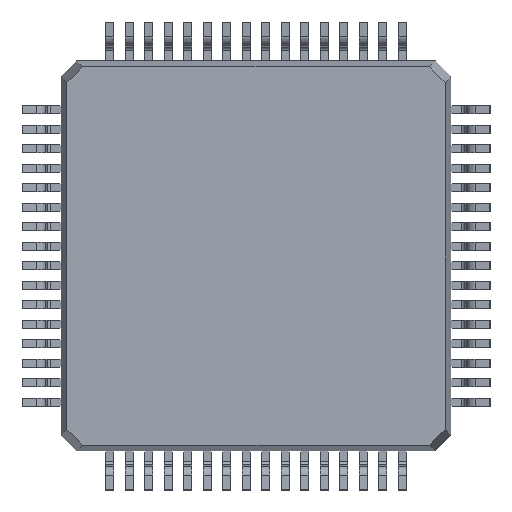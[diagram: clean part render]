
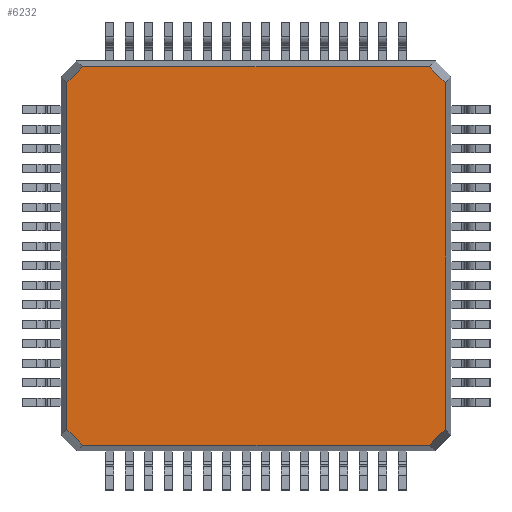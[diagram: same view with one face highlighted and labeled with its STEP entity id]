
A CAD part, front view. The second image highlights one B-rep face of the part: STEP entity #6232.
In plain terms, the highlighted planar face has unit normal (0, -1, 0).
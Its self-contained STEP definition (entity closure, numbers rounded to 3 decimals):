
#395 = CARTESIAN_POINT ( 'NONE',  ( -4.851, 0.15, 5. ) ) ;
#578 = LINE ( 'NONE', #3945, #19751 ) ;
#1322 = LINE ( 'NONE', #21707, #1764 ) ;
#1574 = CARTESIAN_POINT ( 'NONE',  ( 4.442, 0.15, 4.851 ) ) ;
#1577 = LINE ( 'NONE', #395, #11563 ) ;
#1764 = VECTOR ( 'NONE', #15043, 1000. ) ;
#1914 = ORIENTED_EDGE ( 'NONE', *, *, #13013, .T. ) ;
#2089 = VERTEX_POINT ( 'NONE', #21817 ) ;
#2121 = DIRECTION ( 'NONE',  ( -1., 0., 0. ) ) ;
#2908 = EDGE_CURVE ( 'NONE', #6644, #17493, #3811, .T. ) ;
#3811 = LINE ( 'NONE', #26532, #22810 ) ;
#3945 = CARTESIAN_POINT ( 'NONE',  ( 4.646, 0.15, 4.646 ) ) ;
#4393 = VERTEX_POINT ( 'NONE', #11082 ) ;
#5206 = ORIENTED_EDGE ( 'NONE', *, *, #2908, .T. ) ;
#6232 = ADVANCED_FACE ( 'NONE', ( #17597 ), #14355, .T. ) ;
#6644 = VERTEX_POINT ( 'NONE', #1574 ) ;
#7097 = ORIENTED_EDGE ( 'NONE', *, *, #28500, .T. ) ;
#7173 = CARTESIAN_POINT ( 'NONE',  ( -4.442, 0.15, 4.851 ) ) ;
#7334 = LINE ( 'NONE', #19139, #26976 ) ;
#7489 = EDGE_CURVE ( 'NONE', #2089, #6644, #578, .T. ) ;
#8003 = CARTESIAN_POINT ( 'NONE',  ( -4.442, 0.15, -4.851 ) ) ;
#8450 = ORIENTED_EDGE ( 'NONE', *, *, #12769, .T. ) ;
#8975 = EDGE_CURVE ( 'NONE', #4393, #23617, #7334, .T. ) ;
#10019 = EDGE_CURVE ( 'NONE', #16824, #18772, #1577, .T. ) ;
#10237 = DIRECTION ( 'NONE',  ( 0., -1., 0. ) ) ;
#11082 = CARTESIAN_POINT ( 'NONE',  ( 4.442, 0.15, -4.851 ) ) ;
#11489 = LINE ( 'NONE', #21602, #21850 ) ;
#11563 = VECTOR ( 'NONE', #15716, 1000. ) ;
#12366 = LINE ( 'NONE', #17979, #16913 ) ;
#12769 = EDGE_CURVE ( 'NONE', #17493, #16824, #12366, .T. ) ;
#12949 = AXIS2_PLACEMENT_3D ( 'NONE', #27987, #10237, #25961 ) ;
#13013 = EDGE_CURVE ( 'NONE', #23617, #2089, #13451, .T. ) ;
#13451 = LINE ( 'NONE', #25787, #13775 ) ;
#13775 = VECTOR ( 'NONE', #15135, 1000. ) ;
#14355 = PLANE ( 'NONE',  #12949 ) ;
#15043 = DIRECTION ( 'NONE',  ( 1., 0., 0. ) ) ;
#15103 = CARTESIAN_POINT ( 'NONE',  ( 4.851, 0.15, -4.442 ) ) ;
#15135 = DIRECTION ( 'NONE',  ( 0., 0., 1. ) ) ;
#15716 = DIRECTION ( 'NONE',  ( 0., 0., -1. ) ) ;
#16824 = VERTEX_POINT ( 'NONE', #18420 ) ;
#16913 = VECTOR ( 'NONE', #26965, 1000. ) ;
#17484 = ORIENTED_EDGE ( 'NONE', *, *, #23324, .T. ) ;
#17493 = VERTEX_POINT ( 'NONE', #7173 ) ;
#17597 = FACE_OUTER_BOUND ( 'NONE', #27264, .T. ) ;
#17979 = CARTESIAN_POINT ( 'NONE',  ( -4.646, 0.15, 4.646 ) ) ;
#18420 = CARTESIAN_POINT ( 'NONE',  ( -4.851, 0.15, 4.442 ) ) ;
#18772 = VERTEX_POINT ( 'NONE', #24354 ) ;
#19085 = VERTEX_POINT ( 'NONE', #8003 ) ;
#19139 = CARTESIAN_POINT ( 'NONE',  ( 4.646, 0.15, -4.646 ) ) ;
#19751 = VECTOR ( 'NONE', #23249, 1000. ) ;
#19823 = DIRECTION ( 'NONE',  ( 0.707, 0., -0.707 ) ) ;
#20444 = ORIENTED_EDGE ( 'NONE', *, *, #7489, .T. ) ;
#21602 = CARTESIAN_POINT ( 'NONE',  ( -4.646, 0.15, -4.646 ) ) ;
#21707 = CARTESIAN_POINT ( 'NONE',  ( -5., 0.15, -4.851 ) ) ;
#21817 = CARTESIAN_POINT ( 'NONE',  ( 4.851, 0.15, 4.442 ) ) ;
#21850 = VECTOR ( 'NONE', #19823, 1000. ) ;
#22810 = VECTOR ( 'NONE', #2121, 1000. ) ;
#23249 = DIRECTION ( 'NONE',  ( -0.707, 0., 0.707 ) ) ;
#23324 = EDGE_CURVE ( 'NONE', #19085, #4393, #1322, .T. ) ;
#23617 = VERTEX_POINT ( 'NONE', #15103 ) ;
#24354 = CARTESIAN_POINT ( 'NONE',  ( -4.851, 0.15, -4.442 ) ) ;
#25787 = CARTESIAN_POINT ( 'NONE',  ( 4.851, 0.15, -5. ) ) ;
#25961 = DIRECTION ( 'NONE',  ( 0., 0., -1. ) ) ;
#26532 = CARTESIAN_POINT ( 'NONE',  ( 5., 0.15, 4.851 ) ) ;
#26965 = DIRECTION ( 'NONE',  ( -0.707, 0., -0.707 ) ) ;
#26976 = VECTOR ( 'NONE', #27699, 1000. ) ;
#27071 = ORIENTED_EDGE ( 'NONE', *, *, #8975, .T. ) ;
#27093 = ORIENTED_EDGE ( 'NONE', *, *, #10019, .T. ) ;
#27264 = EDGE_LOOP ( 'NONE', ( #5206, #8450, #27093, #7097, #17484, #27071, #1914, #20444 ) ) ;
#27699 = DIRECTION ( 'NONE',  ( 0.707, 0., 0.707 ) ) ;
#27987 = CARTESIAN_POINT ( 'NONE',  ( 0., 0.15, 0. ) ) ;
#28500 = EDGE_CURVE ( 'NONE', #18772, #19085, #11489, .T. ) ;
